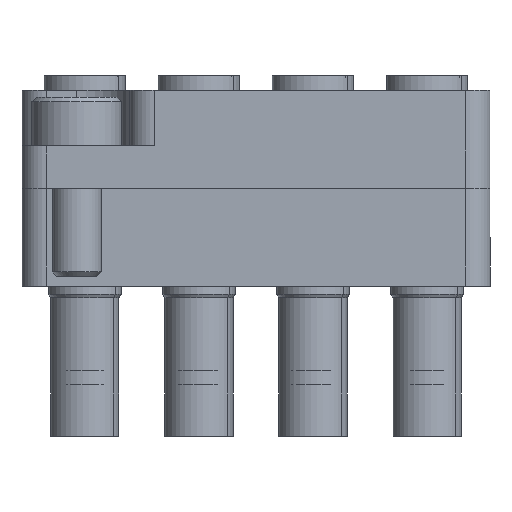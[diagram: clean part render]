
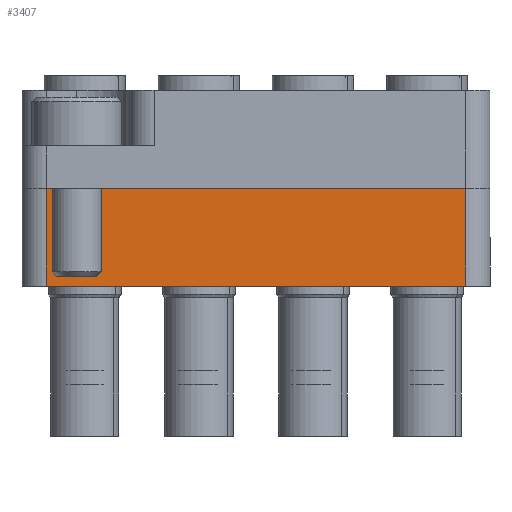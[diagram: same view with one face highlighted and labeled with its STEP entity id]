
A CAD part, front view. The second image highlights one B-rep face of the part: STEP entity #3407.
In plain terms, the highlighted face is planar.
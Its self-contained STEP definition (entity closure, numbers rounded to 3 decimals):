
#972 = LINE ( 'NONE', #18466, #2825 ) ;
#1226 = PLANE ( 'NONE',  #4499 ) ;
#1883 = VERTEX_POINT ( 'NONE', #9050 ) ;
#1943 = CARTESIAN_POINT ( 'NONE',  ( 22., -6., 12.85 ) ) ;
#1957 = CARTESIAN_POINT ( 'NONE',  ( 22., -6., 14.35 ) ) ;
#2055 = EDGE_CURVE ( 'NONE', #17759, #14962, #972, .T. ) ;
#2825 = VECTOR ( 'NONE', #7368, 1000. ) ;
#3304 = DIRECTION ( 'NONE',  ( 0., 0., 1. ) ) ;
#3396 = VECTOR ( 'NONE', #5029, 1000. ) ;
#3407 = ADVANCED_FACE ( 'NONE', ( #7829 ), #1226, .F. ) ;
#3545 = ORIENTED_EDGE ( 'NONE', *, *, #2055, .T. ) ;
#4360 = ORIENTED_EDGE ( 'NONE', *, *, #15173, .F. ) ;
#4499 = AXIS2_PLACEMENT_3D ( 'NONE', #9181, #13896, #20320 ) ;
#4975 = VERTEX_POINT ( 'NONE', #1943 ) ;
#5029 = DIRECTION ( 'NONE',  ( 0., -1., 0. ) ) ;
#5329 = ORIENTED_EDGE ( 'NONE', *, *, #13559, .T. ) ;
#6337 = EDGE_CURVE ( 'NONE', #14962, #1883, #13290, .T. ) ;
#7368 = DIRECTION ( 'NONE',  ( 0., 1., 0. ) ) ;
#7829 = FACE_OUTER_BOUND ( 'NONE', #15360, .T. ) ;
#9050 = CARTESIAN_POINT ( 'NONE',  ( 22., 0., 12.85 ) ) ;
#9181 = CARTESIAN_POINT ( 'NONE',  ( 22., -6., 14.35 ) ) ;
#10834 = VECTOR ( 'NONE', #19702, 1000. ) ;
#11709 = CARTESIAN_POINT ( 'NONE',  ( 22., 0., 14.35 ) ) ;
#11726 = CARTESIAN_POINT ( 'NONE',  ( 22., -6., 12.85 ) ) ;
#13096 = LINE ( 'NONE', #11726, #3396 ) ;
#13290 = LINE ( 'NONE', #11709, #10834 ) ;
#13559 = EDGE_CURVE ( 'NONE', #1883, #4975, #13096, .T. ) ;
#13896 = DIRECTION ( 'NONE',  ( -1., 0., 0. ) ) ;
#14962 = VERTEX_POINT ( 'NONE', #18521 ) ;
#15147 = VECTOR ( 'NONE', #3304, 1000. ) ;
#15173 = EDGE_CURVE ( 'NONE', #17759, #4975, #17984, .T. ) ;
#15360 = EDGE_LOOP ( 'NONE', ( #4360, #3545, #19251, #5329 ) ) ;
#15507 = CARTESIAN_POINT ( 'NONE',  ( 22., -6., -12.85 ) ) ;
#17759 = VERTEX_POINT ( 'NONE', #15507 ) ;
#17984 = LINE ( 'NONE', #1957, #15147 ) ;
#18466 = CARTESIAN_POINT ( 'NONE',  ( 22., 0., -12.85 ) ) ;
#18521 = CARTESIAN_POINT ( 'NONE',  ( 22., 0., -12.85 ) ) ;
#19251 = ORIENTED_EDGE ( 'NONE', *, *, #6337, .T. ) ;
#19702 = DIRECTION ( 'NONE',  ( 0., 0., 1. ) ) ;
#20320 = DIRECTION ( 'NONE',  ( 0., 0., 1. ) ) ;
